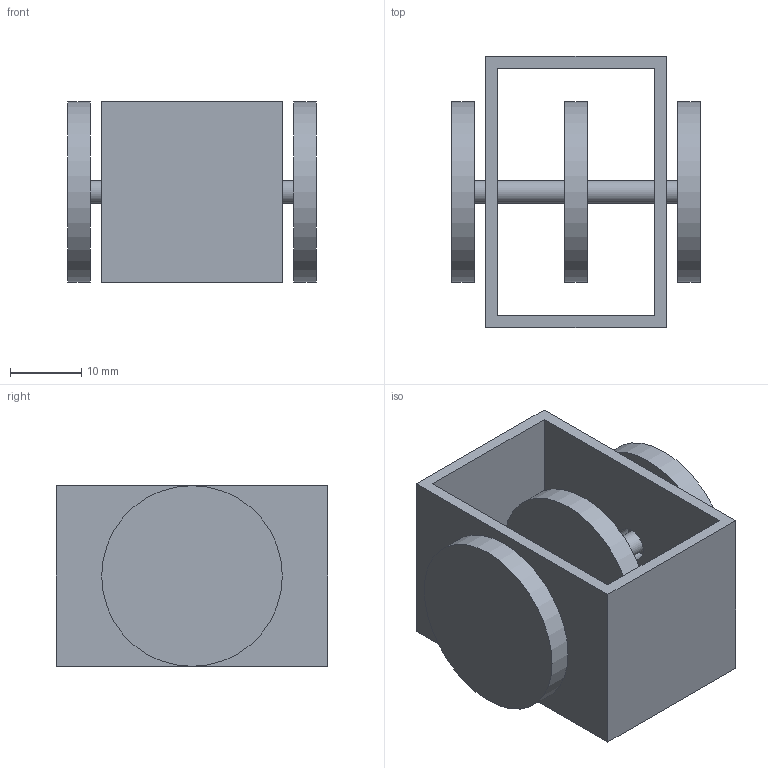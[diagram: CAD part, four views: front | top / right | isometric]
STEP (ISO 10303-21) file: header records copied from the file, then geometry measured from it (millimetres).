
FILE_DESCRIPTION( ( '' ), ' ' );
FILE_NAME( '5c9c17995b3e4f14fe507734.step', '2019-03-28T00:38:50', ( '' ), ( '' ), ' ', ' ', ' ' );
FILE_SCHEMA( ( 'AUTOMOTIVE_DESIGN { 1 0 10303 214 1 1 1 1 }' ) );
Length unit declared in the file: metre
Products named in the file (2): Part 2; Part 1
Bounding box: 34.92 x 38.1 x 25.4 mm (x, y, z)
Volume: 10019.1 mm3; surface area: 10515 mm2
Topology: 2 solids, 2 shells, 23 faces, 45 edges, 30 vertices
Faces by surface type: plane 16, cylinder 7
Full cylindrical faces by diameter (mm): 3.175 x2, 4.699 x2, 25.4 x3
Entity records: 780 total; most frequent: DIRECTION 102, CARTESIAN_POINT 93, ORIENTED_EDGE 76, EDGE_LOOP 40, AXIS2_PLACEMENT_3D 39, EDGE_CURVE 38, FACE_OUTER_BOUND 30, VERTEX_POINT 30
